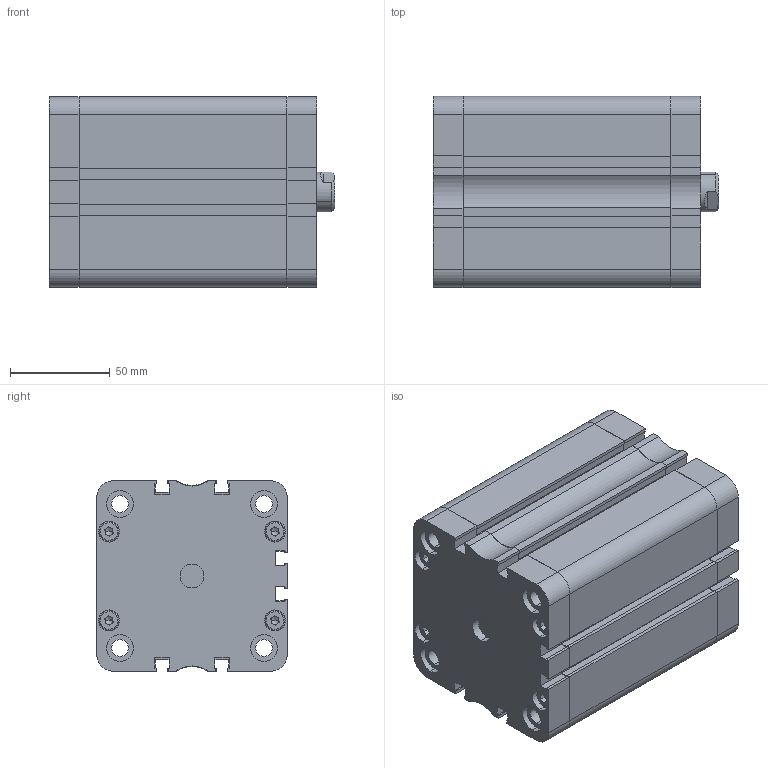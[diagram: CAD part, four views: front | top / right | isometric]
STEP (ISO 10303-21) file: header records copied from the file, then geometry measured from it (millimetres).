
FILE_DESCRIPTION (( 'STEP AP214' ), '1' );
FILE_NAME ('SM_006_080_0050_NP.STEP', '2019-11-13T14:58:19', ( '' ), ( '' ), 'SwSTEP 2.0', 'SolidWorks 2019', '' );
FILE_SCHEMA (( 'AUTOMOTIVE_DESIGN' ));
Length unit declared in the file: millimetre
Products named in the file (23): Kopia T硂k_T坥k - D080; Kopia SMART - U. t³oka S^T³ok kpl_SM PSM-L_U. tˆoka S - D080; Pokrywa przód kpl^SM PSM-L_Pokrywa prz¢d kpl - D080; Kopia SMART - U. t硂ka lu焠a^T硂k kpl_SM PSM-L_U. t坥ka lu玭a - D080; socket head thin cap screw_din_DIN 7984 - M6 x 25 --- 22N; Przek³adka SM_PSM_D080-0100; socket head thin cap screw_din_DIN 7984 - M10 x 30 --- 25.5N; Pokrywa ty³ kpl^SM PSM-L_Pok tyˆ - D080; Kopia Pierœcieñ prowadz¹cy^T³ok kpl_SM PSM-L_Pier˜cieä prowadz¥cy D080; Kopia Pokrywa przód_Smart - Pok prz¢d - D080; Tuleja^SM PSM-L_Tuleja - D080; Kopia SMART - U. t硂czyska^Pokrywa prz骴 kpl_SM PSM-L_U. t坥czyska - D080; Sprêzyna SM_PSM_L_080_Lo w spoczynku; Kopia SMART - U. t硂ka wklejana^T硂k kpl_SM PSM-L_U. t坥ka wklejana - D080; Kopia Pokrywa ty³^Pokrywa ty³ kpl_SM PSM-L_Smart - Pok tyˆ - D080; Kopia SMART - U. typ Oring - pokrywa^Pokrywa tyｳ kpl_SM PSM-L_U. typ Oring - D080; T硂k kpl^SM PSM-L_T坥k kpl - D080; Sprêzyna SM_PSM_L_080_L1 napi©cie wst©pne; Kopia Magnes^T³ok kpl_SM PSM-L_Magnes D080; SM_006_080_0050_NP; Kopia Tuleja prowadzｹca^Pokrywa prz kpl_SM PSM-L_Tuleja prowadz･ca - D080; Kopia SMART - U. typ Oring - pokrywa^Pokrywa prz kpl_SM PSM-L_U. typ Oring - D080; T³oczysko^SM PSM-L_Tˆoczysko - D080
Assembly tree (29 placements, depth 3):
  SM_006_080_0050_NP
    Pokrywa przód kpl^SM PSM-L_Pokrywa prz¢d kpl - D080
      Kopia Pokrywa przód_Smart - Pok prz¢d - D080
      Kopia SMART - U. typ Oring - pokrywa^Pokrywa prz kpl_SM PSM-L_U. typ Oring - D080
      Kopia Tuleja prowadzｹca^Pokrywa prz kpl_SM PSM-L_Tuleja prowadz･ca - D080
      Kopia SMART - U. t硂czyska^Pokrywa prz骴 kpl_SM PSM-L_U. t坥czyska - D080
    Tuleja^SM PSM-L_Tuleja - D080
    Pokrywa ty³ kpl^SM PSM-L_Pok tyˆ - D080
      Kopia Pokrywa ty³^Pokrywa ty³ kpl_SM PSM-L_Smart - Pok tyˆ - D080
      Kopia SMART - U. typ Oring - pokrywa^Pokrywa tyｳ kpl_SM PSM-L_U. typ Oring - D080
    T硂k kpl^SM PSM-L_T坥k kpl - D080
      Kopia T硂k_T坥k - D080
      Kopia Magnes^T³ok kpl_SM PSM-L_Magnes D080
      Kopia Pierœcieñ prowadz¹cy^T³ok kpl_SM PSM-L_Pier˜cieä prowadz¥cy D080
      Kopia SMART - U. t硂ka lu焠a^T硂k kpl_SM PSM-L_U. t坥ka lu玭a - D080
      Kopia SMART - U. t硂ka wklejana^T硂k kpl_SM PSM-L_U. t坥ka wklejana - D080
      Kopia SMART - U. t³oka S^T³ok kpl_SM PSM-L_U. tˆoka S - D080
    T³oczysko^SM PSM-L_Tˆoczysko - D080
    socket head thin cap screw_din_DIN 7984 - M10 x 30 --- 25.5N
    socket head thin cap screw_din_DIN 7984 - M6 x 25 --- 22N  x8
    Przek³adka SM_PSM_D080-0100
    Sprêzyna SM_PSM_L_080_L1 napi©cie wst©pne
    Sprêzyna SM_PSM_L_080_Lo w spoczynku
Bounding box: 143 x 95.5 x 95.5 mm (x, y, z)
Volume: 579955 mm3; surface area: 281460.3 mm2
Topology: 27 solids, 27 shells, 1153 faces, 2855 edges, 1830 vertices
Faces by surface type: plane 573, cylinder 325, bspline 134, cone 85, torus 36
Entity records: 41766 total; most frequent: CARTESIAN_POINT 17482, ORIENTED_EDGE 4882, DIRECTION 4602, EDGE_CURVE 2441, VERTEX_POINT 1599, AXIS2_PLACEMENT_3D 1582, VECTOR 1438, LINE 1438
